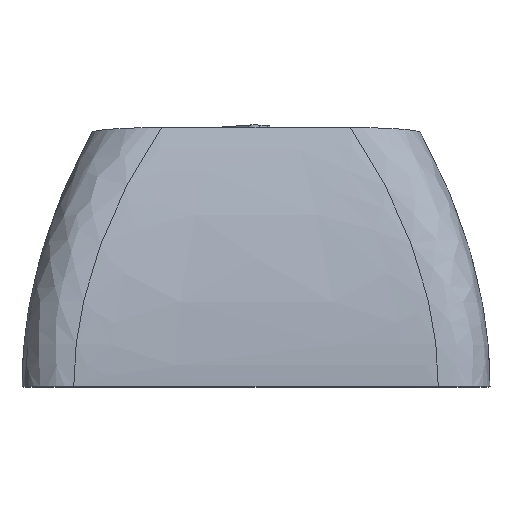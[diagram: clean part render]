
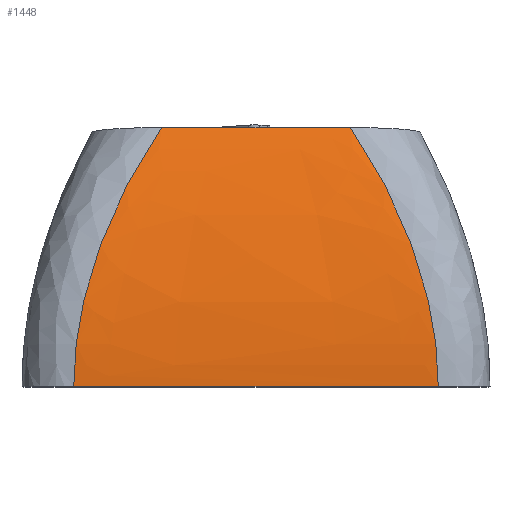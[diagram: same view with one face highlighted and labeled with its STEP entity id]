
A CAD part, top view. The second image highlights one B-rep face of the part: STEP entity #1448.
In plain terms, the highlighted free-form (B-spline) face has degree [3, 3] with [4, 4] control points.
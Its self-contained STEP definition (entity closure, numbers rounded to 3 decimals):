
#112=B_SPLINE_CURVE_WITH_KNOTS('',3,(#2648,#2649,#2650,#2651),
 .UNSPECIFIED.,.F.,.F.,(4,4),(0.,1.),.UNSPECIFIED.);
#118=B_SPLINE_CURVE_WITH_KNOTS('',3,(#2780,#2781,#2782,#2783),
 .UNSPECIFIED.,.F.,.F.,(4,4),(0.,1.),.UNSPECIFIED.);
#151=B_SPLINE_SURFACE_WITH_KNOTS('',3,3,((#2784,#2785,#2786,#2787),(#2788,
#2789,#2790,#2791),(#2792,#2793,#2794,#2795),(#2796,#2797,#2798,#2799)),
 .UNSPECIFIED.,.F.,.F.,.F.,(4,4),(4,4),(0.,1.),(0.,1.),.UNSPECIFIED.);
#188=FACE_OUTER_BOUND('',#271,.T.);
#271=EDGE_LOOP('',(#1118,#1119,#1120,#1121));
#354=LINE('',#2606,#477);
#355=LINE('',#2612,#478);
#477=VECTOR('',#1644,10.);
#478=VECTOR('',#1649,10.);
#612=VERTEX_POINT('',#2591);
#619=VERTEX_POINT('',#2604);
#620=VERTEX_POINT('',#2608);
#622=VERTEX_POINT('',#2611);
#789=EDGE_CURVE('',#619,#612,#354,.T.);
#791=EDGE_CURVE('',#622,#620,#355,.T.);
#799=EDGE_CURVE('',#620,#612,#112,.T.);
#805=EDGE_CURVE('',#622,#619,#118,.T.);
#1118=ORIENTED_EDGE('',*,*,#791,.T.);
#1119=ORIENTED_EDGE('',*,*,#799,.T.);
#1120=ORIENTED_EDGE('',*,*,#789,.F.);
#1121=ORIENTED_EDGE('',*,*,#805,.F.);
#1448=ADVANCED_FACE('',(#188),#151,.T.);
#1644=DIRECTION('',(-1.,0.,0.));
#1649=DIRECTION('',(-1.,0.,0.));
#2591=CARTESIAN_POINT('',(2.,0.,18.1));
#2604=CARTESIAN_POINT('',(16.1,0.,18.1));
#2606=CARTESIAN_POINT('',(16.1,0.,18.1));
#2608=CARTESIAN_POINT('',(5.4,10.009,15.363));
#2611=CARTESIAN_POINT('',(12.7,10.009,15.363));
#2612=CARTESIAN_POINT('',(12.7,10.009,15.363));
#2648=CARTESIAN_POINT('Ctrl Pts',(5.4,10.009,15.363));
#2649=CARTESIAN_POINT('Ctrl Pts',(3.133,6.672,17.188));
#2650=CARTESIAN_POINT('Ctrl Pts',(2.,3.189,18.1));
#2651=CARTESIAN_POINT('Ctrl Pts',(2.,0.,18.1));
#2780=CARTESIAN_POINT('Ctrl Pts',(12.7,10.009,15.363));
#2781=CARTESIAN_POINT('Ctrl Pts',(14.967,6.672,17.188));
#2782=CARTESIAN_POINT('Ctrl Pts',(16.1,3.189,18.1));
#2783=CARTESIAN_POINT('Ctrl Pts',(16.1,0.,18.1));
#2784=CARTESIAN_POINT('Ctrl Pts',(12.7,10.009,15.363));
#2785=CARTESIAN_POINT('Ctrl Pts',(14.967,6.672,17.188));
#2786=CARTESIAN_POINT('Ctrl Pts',(16.1,3.189,18.1));
#2787=CARTESIAN_POINT('Ctrl Pts',(16.1,0.,18.1));
#2788=CARTESIAN_POINT('Ctrl Pts',(11.286,10.009,15.363));
#2789=CARTESIAN_POINT('Ctrl Pts',(13.336,6.672,17.149));
#2790=CARTESIAN_POINT('Ctrl Pts',(15.053,3.189,18.1));
#2791=CARTESIAN_POINT('Ctrl Pts',(15.053,0.,
18.1));
#2792=CARTESIAN_POINT('Ctrl Pts',(6.814,10.009,15.363));
#2793=CARTESIAN_POINT('Ctrl Pts',(4.764,6.672,17.149));
#2794=CARTESIAN_POINT('Ctrl Pts',(3.047,3.189,18.1));
#2795=CARTESIAN_POINT('Ctrl Pts',(3.047,0.,
18.1));
#2796=CARTESIAN_POINT('Ctrl Pts',(5.4,10.009,15.363));
#2797=CARTESIAN_POINT('Ctrl Pts',(3.133,6.672,17.188));
#2798=CARTESIAN_POINT('Ctrl Pts',(2.,3.189,18.1));
#2799=CARTESIAN_POINT('Ctrl Pts',(2.,0.,18.1));
